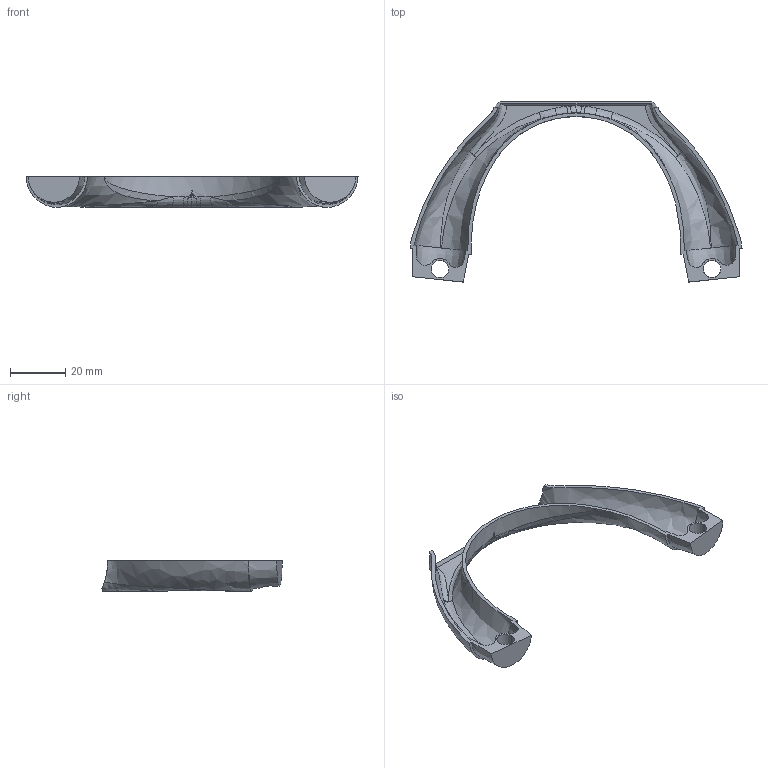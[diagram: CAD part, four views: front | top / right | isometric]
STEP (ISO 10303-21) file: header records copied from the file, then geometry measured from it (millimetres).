
FILE_DESCRIPTION (( 'STEP AP214' ), '1' );
FILE_NAME ('PP0011_SOLO_1ST.STEP', '2015-12-22T00:18:51', ( 'JeffCAD' ), ( 'Microsoft' ), 'SwSTEP 2.0', 'SolidWorks 2015', '' );
FILE_SCHEMA (( 'AUTOMOTIVE_DESIGN' ));
Length unit declared in the file: inch
Products named in the file (1): PP0011_SOLO_1ST
Bounding box: 120.01 x 65.15 x 11.11 mm (x, y, z)
Volume: 6358.2 mm3; surface area: 10226.9 mm2
Topology: 1 solids, 1 shells, 85 faces, 221 edges, 138 vertices
Faces by surface type: bspline 44, cylinder 15, plane 12, sphere 6, cone 4, torus 4
Entity records: 12899 total; most frequent: CARTESIAN_POINT 10082, ORIENTED_EDGE 442, EDGE_CURVE 221, DIRECTION 211, VERTEX_POINT 138, B_SPLINE_CURVE_WITH_KNOTS 138, EDGE_LOOP 89, AXIS2_PLACEMENT_3D 89
